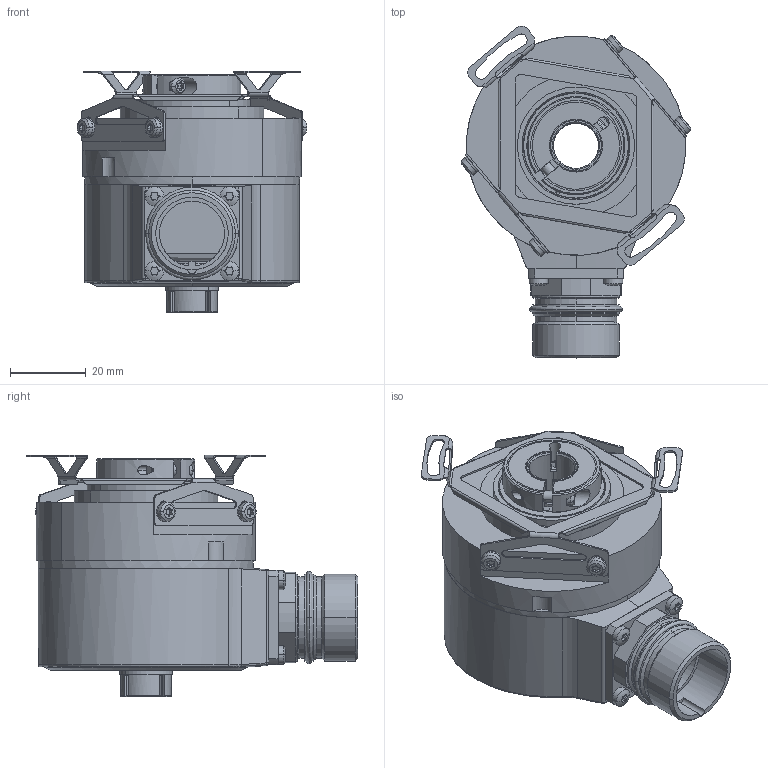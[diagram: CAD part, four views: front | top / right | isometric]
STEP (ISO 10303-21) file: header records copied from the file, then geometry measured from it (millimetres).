
FILE_DESCRIPTION((''),'2;1');
FILE_NAME('768084','2011-11-29T',('se2930'),(''),'PRO/ENGINEER BY PARAMETRIC TECHNOLOGY CORPORATION, 2010180','PRO/ENGINEER BY PARAMETRIC TECHNOLOGY CORPORATION, 2010180','');
FILE_SCHEMA(('CONFIG_CONTROL_DESIGN','SHAPE_APPEARANCE_LAYERS_GROUPS'));
Length unit declared in the file: millimetre
Products named in the file (1): 768084
Bounding box: 60.8 x 87.76 x 64 mm (x, y, z)
Volume: 64953.3 mm3; surface area: 51826.8 mm2
Topology: 15 solids, 29 shells, 1898 faces, 5196 edges, 3308 vertices
Faces by surface type: cylinder 882, plane 582, cone 237, torus 72, sphere 68, bspline 57
Entity records: 73629 total; most frequent: CARTESIAN_POINT 18681, ORIENTED_EDGE 10180, DIRECTION 10057, EDGE_CURVE 5090, AXIS2_PLACEMENT_3D 3915, VERTEX_POINT 3308, VECTOR 2227, LINE 2227
